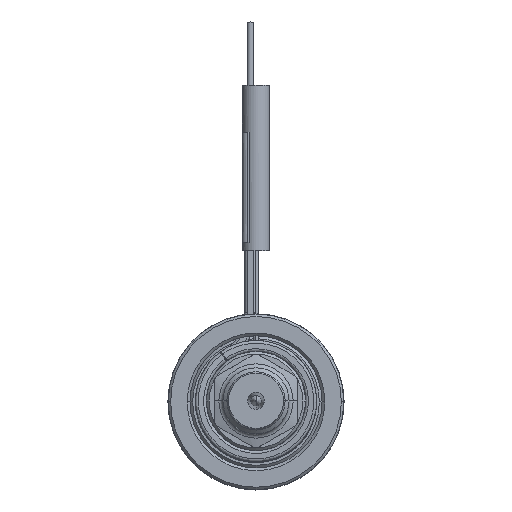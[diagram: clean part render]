
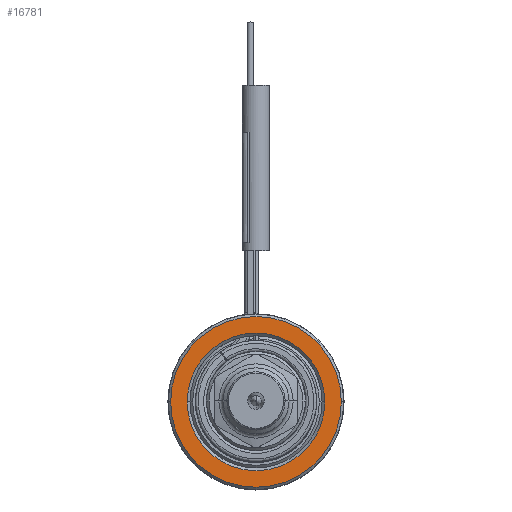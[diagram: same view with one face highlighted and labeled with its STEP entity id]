
A CAD part, top view. The second image highlights one B-rep face of the part: STEP entity #16781.
In plain terms, the highlighted planar face has unit normal (0, 0, 1).
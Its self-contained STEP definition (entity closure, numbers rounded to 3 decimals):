
#5722=CARTESIAN_POINT('',(0.,0.,25.));
#5723=DIRECTION('',(0.,0.,-1.));
#5724=DIRECTION('',(-1.,0.,0.));
#5725=AXIS2_PLACEMENT_3D('',#5722,#5723,#5724);
#5736=CARTESIAN_POINT('',(0.,0.,25.));
#5737=DIRECTION('',(0.,0.,-1.));
#5738=DIRECTION('',(1.,0.,0.));
#5739=AXIS2_PLACEMENT_3D('',#5736,#5737,#5738);
#5750=CARTESIAN_POINT('',(0.,0.,
25.));
#5751=DIRECTION('',(0.,0.,-1.));
#5752=DIRECTION('',(1.,0.,0.));
#5753=AXIS2_PLACEMENT_3D('',#5750,#5751,#5752);
#5764=CARTESIAN_POINT('',(0.,0.,25.));
#5765=DIRECTION('',(0.,0.,-1.));
#5766=DIRECTION('',(-1.,0.,0.));
#5767=AXIS2_PLACEMENT_3D('',#5764,#5765,#5766);
#7604=CARTESIAN_POINT('',(15.5,0.,25.));
#7605=CARTESIAN_POINT('',(-15.5,0.,
25.));
#7606=VERTEX_POINT('',#7604);
#7607=VERTEX_POINT('',#7605);
#7608=CARTESIAN_POINT('',(12.5,0.,25.));
#7609=CARTESIAN_POINT('',(-12.5,0.,25.));
#7610=VERTEX_POINT('',#7608);
#7611=VERTEX_POINT('',#7609);
#16766=CARTESIAN_POINT('',(0.,0.,25.));
#16767=DIRECTION('',(0.,0.,1.));
#16768=DIRECTION('',(-1.,0.,0.));
#16769=AXIS2_PLACEMENT_3D('',#16766,#16767,#16768);
#16770=PLANE('',#16769);
#16771=ORIENTED_EDGE('',*,*,#16748,.T.);
#16772=ORIENTED_EDGE('',*,*,#16733,.T.);
#16773=EDGE_LOOP('',(#16771,#16772));
#16774=FACE_OUTER_BOUND('',#16773,.F.);
#16776=ORIENTED_EDGE('',*,*,#16775,.F.);
#16778=ORIENTED_EDGE('',*,*,#16777,.F.);
#16779=EDGE_LOOP('',(#16776,#16778));
#16780=FACE_BOUND('',#16779,.F.);
#5726=CIRCLE('',#5725,15.5);
#5740=CIRCLE('',#5739,15.5);
#5754=CIRCLE('',#5753,12.5);
#5768=CIRCLE('',#5767,12.5);
#16733=EDGE_CURVE('',#7607,#7606,#5726,.T.);
#16748=EDGE_CURVE('',#7606,#7607,#5740,.T.);
#16775=EDGE_CURVE('',#7610,#7611,#5754,.T.);
#16777=EDGE_CURVE('',#7611,#7610,#5768,.T.);
#16781=ADVANCED_FACE('',(#16774,#16780),#16770,.T.);
